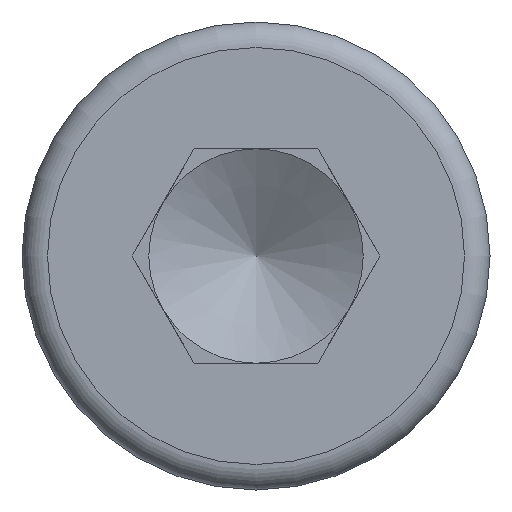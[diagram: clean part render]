
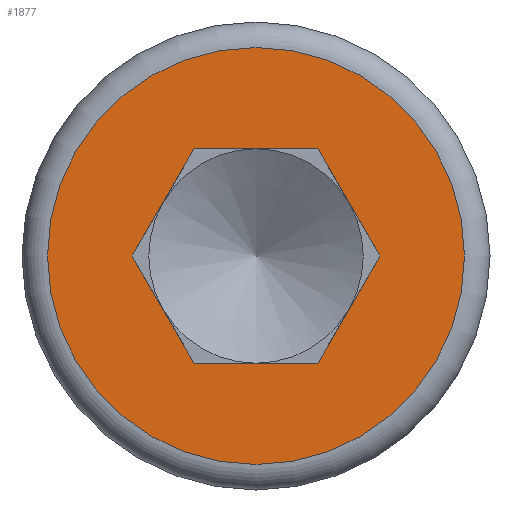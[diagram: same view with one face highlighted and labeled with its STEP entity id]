
A CAD part, left-side view. The second image highlights one B-rep face of the part: STEP entity #1877.
In plain terms, the highlighted planar face has unit normal (-1, 0, 0).
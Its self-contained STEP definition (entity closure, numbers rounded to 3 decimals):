
#39 = VERTEX_POINT ( 'NONE', #605 ) ;
#47 = VERTEX_POINT ( 'NONE', #1698 ) ;
#66 = DIRECTION ( 'NONE',  ( 0., -1., 0. ) ) ;
#69 = DIRECTION ( 'NONE',  ( -1., 0., 0. ) ) ;
#120 = ORIENTED_EDGE ( 'NONE', *, *, #1256, .T. ) ;
#149 = ORIENTED_EDGE ( 'NONE', *, *, #1339, .T. ) ;
#154 = CARTESIAN_POINT ( 'NONE',  ( 0., 1.455, 0. ) ) ;
#157 = CARTESIAN_POINT ( 'NONE',  ( 0., 0.727, -1.26 ) ) ;
#181 = DIRECTION ( 'NONE',  ( 0., 0.5, -0.866 ) ) ;
#186 = ORIENTED_EDGE ( 'NONE', *, *, #2086, .T. ) ;
#203 = CARTESIAN_POINT ( 'NONE',  ( 0., -1.455, 0. ) ) ;
#206 = CARTESIAN_POINT ( 'NONE',  ( 0., -1.455, 0. ) ) ;
#404 = CARTESIAN_POINT ( 'NONE',  ( 0., 0.727, -1.26 ) ) ;
#406 = CARTESIAN_POINT ( 'NONE',  ( 0., 0., 2.45 ) ) ;
#583 = LINE ( 'NONE', #1453, #1628 ) ;
#598 = DIRECTION ( 'NONE',  ( 0., -0.5, 0.866 ) ) ;
#605 = CARTESIAN_POINT ( 'NONE',  ( 0., -0.727, 1.26 ) ) ;
#616 = DIRECTION ( 'NONE',  ( 0., 0., 1. ) ) ;
#642 = CARTESIAN_POINT ( 'NONE',  ( 0., 0., 0. ) ) ;
#644 = EDGE_CURVE ( 'NONE', #39, #906, #1972, .T. ) ;
#652 = EDGE_CURVE ( 'NONE', #47, #2047, #1953, .T. ) ;
#707 = DIRECTION ( 'NONE',  ( 0., -0.5, -0.866 ) ) ;
#742 = ORIENTED_EDGE ( 'NONE', *, *, #644, .T. ) ;
#746 = CARTESIAN_POINT ( 'NONE',  ( 0., 1.455, 0. ) ) ;
#827 = FACE_OUTER_BOUND ( 'NONE', #1504, .T. ) ;
#902 = ORIENTED_EDGE ( 'NONE', *, *, #652, .F. ) ;
#906 = VERTEX_POINT ( 'NONE', #203 ) ;
#976 = EDGE_LOOP ( 'NONE', ( #120, #2019, #742, #186, #1614, #902 ) ) ;
#993 = DIRECTION ( 'NONE',  ( -1., 0., 0. ) ) ;
#1004 = VECTOR ( 'NONE', #181, 1000. ) ;
#1072 = VECTOR ( 'NONE', #66, 1000. ) ;
#1087 = LINE ( 'NONE', #746, #1559 ) ;
#1092 = VECTOR ( 'NONE', #707, 1000. ) ;
#1101 = DIRECTION ( 'NONE',  ( 0., 1., 0. ) ) ;
#1172 = CARTESIAN_POINT ( 'NONE',  ( 0., 0.727, 1.26 ) ) ;
#1185 = AXIS2_PLACEMENT_3D ( 'NONE', #642, #993, #1364 ) ;
#1193 = AXIS2_PLACEMENT_3D ( 'NONE', #2249, #69, #616 ) ;
#1256 = EDGE_CURVE ( 'NONE', #47, #1785, #1087, .T. ) ;
#1273 = LINE ( 'NONE', #206, #1004 ) ;
#1314 = EDGE_CURVE ( 'NONE', #39, #1785, #583, .T. ) ;
#1339 = EDGE_CURVE ( 'NONE', #2045, #2045, #2187, .T. ) ;
#1346 = PLANE ( 'NONE',  #1193 ) ;
#1364 = DIRECTION ( 'NONE',  ( 0., 0., 1. ) ) ;
#1445 = VERTEX_POINT ( 'NONE', #2039 ) ;
#1453 = CARTESIAN_POINT ( 'NONE',  ( 0., -0.727, 1.26 ) ) ;
#1504 = EDGE_LOOP ( 'NONE', ( #149 ) ) ;
#1539 = FACE_BOUND ( 'NONE', #976, .T. ) ;
#1559 = VECTOR ( 'NONE', #598, 1000. ) ;
#1610 = CARTESIAN_POINT ( 'NONE',  ( 0., -0.727, 1.26 ) ) ;
#1614 = ORIENTED_EDGE ( 'NONE', *, *, #2239, .F. ) ;
#1628 = VECTOR ( 'NONE', #1101, 1000. ) ;
#1684 = LINE ( 'NONE', #404, #1072 ) ;
#1698 = CARTESIAN_POINT ( 'NONE',  ( 0., 1.455, 0. ) ) ;
#1785 = VERTEX_POINT ( 'NONE', #1172 ) ;
#1877 = ADVANCED_FACE ( 'NONE', ( #1539, #827 ), #1346, .T. ) ;
#1949 = VECTOR ( 'NONE', #2326, 1000. ) ;
#1953 = LINE ( 'NONE', #154, #1092 ) ;
#1972 = LINE ( 'NONE', #1610, #1949 ) ;
#2019 = ORIENTED_EDGE ( 'NONE', *, *, #1314, .F. ) ;
#2039 = CARTESIAN_POINT ( 'NONE',  ( 0., -0.727, -1.26 ) ) ;
#2045 = VERTEX_POINT ( 'NONE', #406 ) ;
#2047 = VERTEX_POINT ( 'NONE', #157 ) ;
#2086 = EDGE_CURVE ( 'NONE', #906, #1445, #1273, .T. ) ;
#2187 = CIRCLE ( 'NONE', #1185, 2.45 ) ;
#2239 = EDGE_CURVE ( 'NONE', #2047, #1445, #1684, .T. ) ;
#2249 = CARTESIAN_POINT ( 'NONE',  ( 0., 0., 0. ) ) ;
#2326 = DIRECTION ( 'NONE',  ( 0., -0.5, -0.866 ) ) ;
